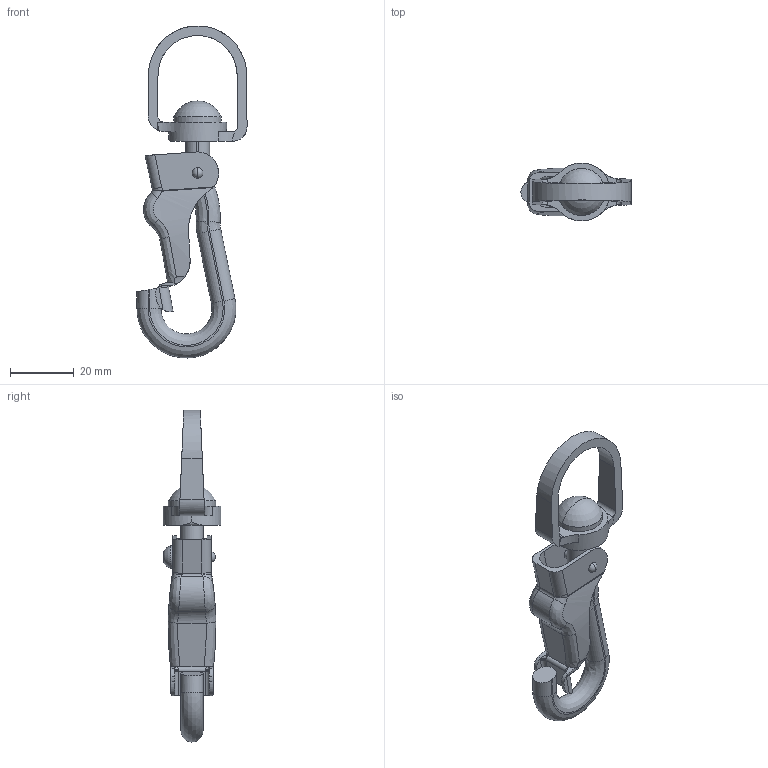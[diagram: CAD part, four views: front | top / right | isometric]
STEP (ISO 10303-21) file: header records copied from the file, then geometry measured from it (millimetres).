
FILE_DESCRIPTION( (''), '2;1');
FILE_NAME ('PC3955.16124.TM_179_1_8647.stp','2026-03-18T15:52:09',(''),(''),'spGate 20.6.3 (****-****-****-****)','','');
FILE_SCHEMA (('AUTOMOTIVE_DESIGN'));
Length unit declared in the file: millimetre
Products named in the file (4): Assembly; Dカン; フック; レバー
Assembly tree (3 placements, depth 2):
  Assembly
    Dカン
    フック
    レバー
Bounding box: 34.48 x 18.16 x 103.97 mm (x, y, z)
Volume: 10210 mm3; surface area: 9056.5 mm2
Topology: 3 solids, 3 shells, 165 faces, 447 edges, 281 vertices
Faces by surface type: cylinder 73, bspline 44, plane 38, sphere 10
Entity records: 10493 total; most frequent: CARTESIAN_POINT 3342, ORIENTED_EDGE 882, DIRECTION 651, COLOUR_RGB 609, PRESENTATION_STYLE_ASSIGNMENT 609, STYLED_ITEM 609, EDGE_CURVE 441, DRAUGHTING_PRE_DEFINED_CURVE_FONT 441
